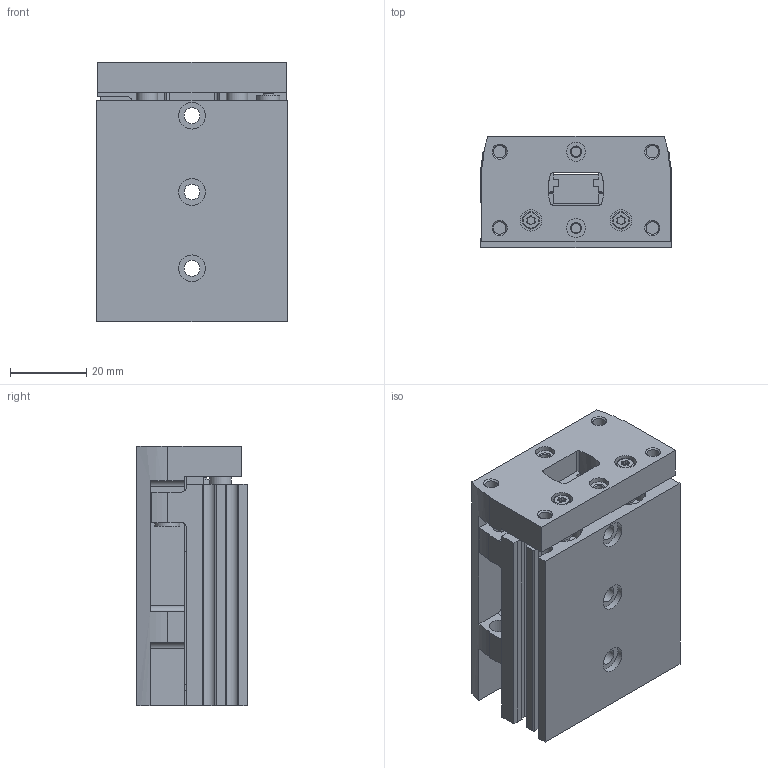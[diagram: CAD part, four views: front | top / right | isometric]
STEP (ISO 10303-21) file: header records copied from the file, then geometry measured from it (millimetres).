
FILE_DESCRIPTION(/* description */ ('STEP AP214'),/* implementation_level */ '2;1');
FILE_NAME(/* name */ '8078840_DGST-10-20-E1A',/* time_stamp */ '2024-08-16T05:45:50+02:00',/* author */ ('License CC BY-ND 4.0'),/* organization */ ('CADENAS'),/* preprocessor_version */ 'ST-DEVELOPER v19.3',/* originating_system */ 'PARTsolutions',/* authorisation */ ' ');
FILE_SCHEMA (('AUTOMOTIVE_DESIGN {1 0 10303 214 3 1 1}'));
Length unit declared in the file: millimetre
Products named in the file (3): 8078840 DGST-10-20-E1A---(0-high); 8073893 DGST-10-20---E1---(mechanical-high)h; 8073893 DGST-10-20---(mechanical-high)s
Assembly tree (2 placements, depth 2):
  8078840 DGST-10-20-E1A---(0-high)
    8073893 DGST-10-20---E1---(mechanical-high)h
    8073893 DGST-10-20---(mechanical-high)s
Bounding box: 50 x 29 x 68 mm (x, y, z)
Volume: 73559 mm3; surface area: 32294.6 mm2
Topology: 2 solids, 2 shells, 404 faces, 977 edges, 640 vertices
Faces by surface type: cylinder 195, plane 173, cone 27, torus 9
Full cylindrical faces by diameter (mm): 2.459 x2, 3.242 x10, 3.5 x1, 3.7 x1, 4 x4, 4.134 x5, 4.5 x2, 5 x4, 5.459 x2, 5.6 x4, 6 x5, 6.6 x2, 7 x5, 8 x8, 10 x6
Entity records: 12695 total; most frequent: DIRECTION 2114, CARTESIAN_POINT 1949, ORIENTED_EDGE 1754, EDGE_CURVE 877, AXIS2_PLACEMENT_3D 838, VERTEX_POINT 637, EDGE_LOOP 586, FACE_BOUND 586
